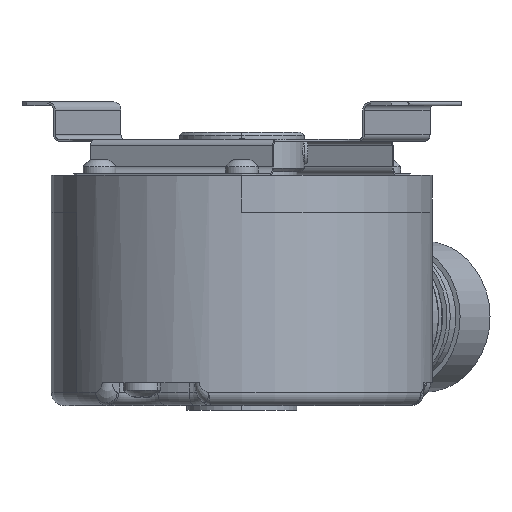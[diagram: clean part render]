
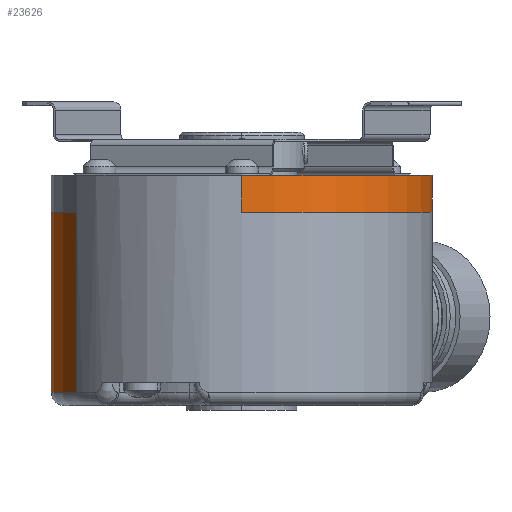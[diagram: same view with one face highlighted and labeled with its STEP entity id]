
A CAD part, left-side view. The second image highlights one B-rep face of the part: STEP entity #23626.
In plain terms, the highlighted cylindrical face has radius 29 mm (diameter 58 mm), a partial arc.
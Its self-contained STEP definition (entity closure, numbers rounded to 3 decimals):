
#243=DIRECTION('',(0.,0.,-1.));
#244=VECTOR('',#243,2.4);
#245=CARTESIAN_POINT('',(14.5,-25.115,12.4));
#246=LINE('',#245,#244);
#347=CARTESIAN_POINT('',(0.,0.,12.4));
#348=DIRECTION('',(0.,0.,1.));
#349=DIRECTION('',(1.,0.,0.));
#350=AXIS2_PLACEMENT_3D('',#347,#348,#349);
#352=DIRECTION('',(0.,0.,1.));
#353=VECTOR('',#352,5.6);
#354=CARTESIAN_POINT('',(29.,0.,12.4));
#355=LINE('',#354,#353);
#356=DIRECTION('',(0.,0.,-1.));
#357=VECTOR('',#356,27.4);
#358=CARTESIAN_POINT('',(-14.5,25.115,12.4));
#359=LINE('',#358,#357);
#360=CARTESIAN_POINT('',(18.616,22.236,-15.));
#361=CARTESIAN_POINT('',(18.638,22.218,-15.004));
#362=CARTESIAN_POINT('',(18.683,22.18,-14.993));
#363=CARTESIAN_POINT('',(18.755,22.119,-14.981));
#364=CARTESIAN_POINT('',(18.831,22.055,-14.957));
#365=CARTESIAN_POINT('',(18.909,21.988,-14.924));
#366=CARTESIAN_POINT('',(18.99,21.918,-14.88));
#367=CARTESIAN_POINT('',(19.072,21.846,-14.826));
#368=CARTESIAN_POINT('',(19.155,21.773,-14.761));
#369=CARTESIAN_POINT('',(19.237,21.701,-14.686));
#370=CARTESIAN_POINT('',(19.316,21.631,-14.602));
#371=CARTESIAN_POINT('',(19.389,21.565,-14.51));
#372=CARTESIAN_POINT('',(19.457,21.505,-14.413));
#373=CARTESIAN_POINT('',(19.516,21.451,-14.313));
#374=CARTESIAN_POINT('',(19.567,21.404,-14.212));
#375=CARTESIAN_POINT('',(19.61,21.364,-14.111));
#376=CARTESIAN_POINT('',(19.645,21.332,-14.013));
#377=CARTESIAN_POINT('',(19.673,21.307,-13.918));
#378=CARTESIAN_POINT('',(19.693,21.288,-13.825));
#379=CARTESIAN_POINT('',(19.707,21.275,-13.737));
#380=CARTESIAN_POINT('',(19.715,21.268,-13.651));
#381=CARTESIAN_POINT('',(19.718,21.265,-13.596));
#382=CARTESIAN_POINT('',(19.717,21.266,-13.57));
#384=CARTESIAN_POINT('',(28.565,5.004,-15.));
#385=CARTESIAN_POINT('',(28.56,5.032,-15.004));
#386=CARTESIAN_POINT('',(28.55,5.09,-14.993));
#387=CARTESIAN_POINT('',(28.533,5.183,-14.981));
#388=CARTESIAN_POINT('',(28.515,5.28,-14.957));
#389=CARTESIAN_POINT('',(28.496,5.382,-14.924));
#390=CARTESIAN_POINT('',(28.476,5.487,-14.88));
#391=CARTESIAN_POINT('',(28.455,5.594,-14.826));
#392=CARTESIAN_POINT('',(28.434,5.702,-14.761));
#393=CARTESIAN_POINT('',(28.412,5.809,-14.686));
#394=CARTESIAN_POINT('',(28.391,5.912,-14.602));
#395=CARTESIAN_POINT('',(28.371,6.009,-14.51));
#396=CARTESIAN_POINT('',(28.352,6.098,-14.413));
#397=CARTESIAN_POINT('',(28.335,6.176,-14.313));
#398=CARTESIAN_POINT('',(28.32,6.244,-14.212));
#399=CARTESIAN_POINT('',(28.307,6.301,-14.111));
#400=CARTESIAN_POINT('',(28.297,6.347,-14.013));
#401=CARTESIAN_POINT('',(28.289,6.384,-13.918));
#402=CARTESIAN_POINT('',(28.283,6.411,-13.825));
#403=CARTESIAN_POINT('',(28.278,6.43,-13.737));
#404=CARTESIAN_POINT('',(28.276,6.44,-13.651));
#405=CARTESIAN_POINT('',(28.275,6.444,-13.596));
#406=CARTESIAN_POINT('',(28.275,6.443,-13.57));
#408=DIRECTION('',(0.,0.,-1.));
#409=VECTOR('',#408,25.);
#410=CARTESIAN_POINT('',(28.781,3.561,10.));
#411=LINE('',#410,#409);
#412=CARTESIAN_POINT('',(0.,0.,12.4));
#413=DIRECTION('',(0.,0.,1.));
#414=DIRECTION('',(-1.,0.,0.));
#415=AXIS2_PLACEMENT_3D('',#412,#413,#414);
#417=DIRECTION('',(0.,0.,1.));
#418=VECTOR('',#417,5.6);
#419=CARTESIAN_POINT('',(-29.,0.,12.4));
#420=LINE('',#419,#418);
#421=CARTESIAN_POINT('',(0.,0.,-15.));
#422=DIRECTION('',(0.,0.,-1.));
#423=DIRECTION('',(-0.5,0.866,0.));
#424=AXIS2_PLACEMENT_3D('',#421,#422,#423);
#1073=CARTESIAN_POINT('',(0.,0.,18.));
#1074=DIRECTION('',(0.,0.,1.));
#1075=DIRECTION('',(-1.,0.,0.));
#1076=AXIS2_PLACEMENT_3D('',#1073,#1074,#1075);
#2981=CARTESIAN_POINT('',(0.,0.,-13.5));
#2982=DIRECTION('',(0.,0.,1.));
#2983=DIRECTION('',(0.975,0.222,0.));
#2984=AXIS2_PLACEMENT_3D('',#2981,#2982,#2983);
#3043=DIRECTION('',(0.,0.,1.));
#3044=VECTOR('',#3043,0.07);
#3045=CARTESIAN_POINT('',(19.717,21.266,-13.57));
#3046=LINE('',#3045,#3044);
#3236=CARTESIAN_POINT('',(0.,0.,-15.));
#3237=DIRECTION('',(0.,0.,-1.));
#3238=DIRECTION('',(0.985,0.173,0.));
#3239=AXIS2_PLACEMENT_3D('',#3236,#3237,#3238);
#3265=CARTESIAN_POINT('',(0.,0.,10.));
#3266=DIRECTION('',(0.,0.,-1.));
#3267=DIRECTION('',(0.992,0.123,0.));
#3268=AXIS2_PLACEMENT_3D('',#3265,#3266,#3267);
#3306=DIRECTION('',(0.,0.,-1.));
#3307=VECTOR('',#3306,0.07);
#3308=CARTESIAN_POINT('',(28.275,6.443,-13.5));
#3309=LINE('',#3308,#3307);
#18851=CARTESIAN_POINT('',(29.,0.,18.));
#18852=CARTESIAN_POINT('',(-29.,0.,18.));
#18853=VERTEX_POINT('',#18851);
#18854=VERTEX_POINT('',#18852);
#21301=CARTESIAN_POINT('',(28.781,3.561,10.));
#21302=CARTESIAN_POINT('',(14.5,-25.115,10.));
#21303=VERTEX_POINT('',#21301);
#21304=VERTEX_POINT('',#21302);
#21307=CARTESIAN_POINT('',(28.275,6.443,-13.5));
#21308=CARTESIAN_POINT('',(19.717,21.266,-13.5));
#21309=VERTEX_POINT('',#21307);
#21310=VERTEX_POINT('',#21308);
#21329=CARTESIAN_POINT('',(28.781,3.561,-15.));
#21330=VERTEX_POINT('',#21329);
#21333=CARTESIAN_POINT('',(28.565,5.004,-15.));
#21334=VERTEX_POINT('',#21333);
#21351=CARTESIAN_POINT('',(-14.5,25.115,-15.));
#21352=CARTESIAN_POINT('',(18.616,22.236,-15.));
#21353=VERTEX_POINT('',#21351);
#21354=VERTEX_POINT('',#21352);
#21513=VERTEX_POINT('',#406);
#21517=CARTESIAN_POINT('',(19.717,21.266,
-13.57));
#21518=VERTEX_POINT('',#21517);
#21713=CARTESIAN_POINT('',(29.,0.,12.4));
#21714=CARTESIAN_POINT('',(-14.5,25.115,12.4));
#21715=VERTEX_POINT('',#21713);
#21716=VERTEX_POINT('',#21714);
#21717=CARTESIAN_POINT('',(-29.,0.,12.4));
#21718=CARTESIAN_POINT('',(14.5,-25.115,12.4));
#21719=VERTEX_POINT('',#21717);
#21720=VERTEX_POINT('',#21718);
#23593=CARTESIAN_POINT('',(0.,0.,0.));
#23594=DIRECTION('',(0.,0.,1.));
#23595=DIRECTION('',(1.,0.,0.));
#23596=AXIS2_PLACEMENT_3D('',#23593,#23594,#23595);
#23597=CYLINDRICAL_SURFACE('',#23596,29.);
#23598=ORIENTED_EDGE('',*,*,#23586,.F.);
#23599=ORIENTED_EDGE('',*,*,#23584,.T.);
#23600=ORIENTED_EDGE('',*,*,#23582,.T.);
#23602=ORIENTED_EDGE('',*,*,#23601,.T.);
#23604=ORIENTED_EDGE('',*,*,#23603,.T.);
#23606=ORIENTED_EDGE('',*,*,#23605,.T.);
#23608=ORIENTED_EDGE('',*,*,#23607,.F.);
#23610=ORIENTED_EDGE('',*,*,#23609,.T.);
#23612=ORIENTED_EDGE('',*,*,#23611,.F.);
#23614=ORIENTED_EDGE('',*,*,#23613,.T.);
#23616=ORIENTED_EDGE('',*,*,#23615,.F.);
#23618=ORIENTED_EDGE('',*,*,#23617,.T.);
#23619=ORIENTED_EDGE('',*,*,#23551,.F.);
#23620=ORIENTED_EDGE('',*,*,#23549,.F.);
#23621=ORIENTED_EDGE('',*,*,#23547,.T.);
#23623=ORIENTED_EDGE('',*,*,#23622,.T.);
#23624=EDGE_LOOP('',(#23598,#23599,#23600,#23602,#23604,#23606,#23608,#23610,
#23612,#23614,#23616,#23618,#23619,#23620,#23621,#23623));
#23625=FACE_OUTER_BOUND('',#23624,.F.);
#351=CIRCLE('',#350,29.);
#383=B_SPLINE_CURVE_WITH_KNOTS('',3,(#360,#361,#362,#363,#364,#365,#366,#367,
#368,#369,#370,#371,#372,#373,#374,#375,#376,#377,#378,#379,#380,#381,#382),
.UNSPECIFIED.,.F.,.F.,(4,1,1,1,1,1,1,1,1,1,1,1,1,1,1,1,1,1,1,1,4),(0.,0.05,
0.1,0.15,0.2,0.25,0.3,0.35,0.4,0.45,0.5,0.55,0.6,0.65,
0.7,0.75,0.8,0.85,0.9,0.95,1.),.UNSPECIFIED.);
#407=B_SPLINE_CURVE_WITH_KNOTS('',3,(#384,#385,#386,#387,#388,#389,#390,#391,
#392,#393,#394,#395,#396,#397,#398,#399,#400,#401,#402,#403,#404,#405,#406),
.UNSPECIFIED.,.F.,.F.,(4,1,1,1,1,1,1,1,1,1,1,1,1,1,1,1,1,1,1,1,4),(0.,0.05,
0.1,0.15,0.2,0.25,0.3,0.35,0.4,0.45,0.5,0.55,0.6,0.65,
0.7,0.75,0.8,0.85,0.9,0.95,1.),.UNSPECIFIED.);
#416=CIRCLE('',#415,29.);
#425=CIRCLE('',#424,29.);
#1077=CIRCLE('',#1076,29.);
#2985=CIRCLE('',#2984,29.);
#3240=CIRCLE('',#3239,29.);
#3269=CIRCLE('',#3268,29.);
#23547=EDGE_CURVE('',#21719,#18854,#420,.T.);
#23549=EDGE_CURVE('',#21719,#21720,#416,.T.);
#23551=EDGE_CURVE('',#21720,#21304,#246,.T.);
#23582=EDGE_CURVE('',#21716,#21353,#359,.T.);
#23584=EDGE_CURVE('',#21715,#21716,#351,.T.);
#23586=EDGE_CURVE('',#21715,#18853,#355,.T.);
#23601=EDGE_CURVE('',#21353,#21354,#425,.T.);
#23603=EDGE_CURVE('',#21354,#21518,#383,.T.);
#23605=EDGE_CURVE('',#21518,#21310,#3046,.T.);
#23607=EDGE_CURVE('',#21309,#21310,#2985,.T.);
#23609=EDGE_CURVE('',#21309,#21513,#3309,.T.);
#23611=EDGE_CURVE('',#21334,#21513,#407,.T.);
#23613=EDGE_CURVE('',#21334,#21330,#3240,.T.);
#23615=EDGE_CURVE('',#21303,#21330,#411,.T.);
#23617=EDGE_CURVE('',#21303,#21304,#3269,.T.);
#23622=EDGE_CURVE('',#18854,#18853,#1077,.T.);
#23626=ADVANCED_FACE('',(#23625),#23597,.T.);
